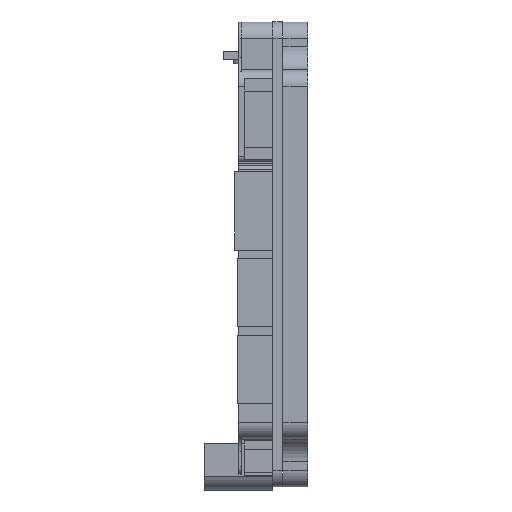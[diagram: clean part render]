
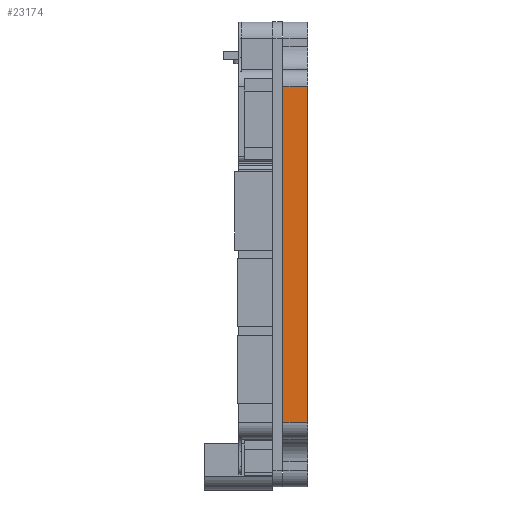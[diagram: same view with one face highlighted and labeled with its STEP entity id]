
A CAD part, left-side view. The second image highlights one B-rep face of the part: STEP entity #23174.
In plain terms, the highlighted planar face has unit normal (-1, 0, 0).
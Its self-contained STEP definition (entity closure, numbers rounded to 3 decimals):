
#467 = VECTOR ( 'NONE', #22367, 1000. ) ;
#2988 = ORIENTED_EDGE ( 'NONE', *, *, #35961, .T. ) ;
#3050 = AXIS2_PLACEMENT_3D ( 'NONE', #4358, #9005, #41289 ) ;
#3800 = CARTESIAN_POINT ( 'NONE',  ( -6.711, -15.429, 65.774 ) ) ;
#4358 = CARTESIAN_POINT ( 'NONE',  ( -6.711, -12.429, 65.774 ) ) ;
#7996 = EDGE_CURVE ( 'NONE', #34597, #38067, #12712, .T. ) ;
#9005 = DIRECTION ( 'NONE',  ( 1., 0., 0. ) ) ;
#9871 = CARTESIAN_POINT ( 'NONE',  ( -6.711, -15.429, 17.524 ) ) ;
#11148 = LINE ( 'NONE', #25919, #57293 ) ;
#12292 = VERTEX_POINT ( 'NONE', #48895 ) ;
#12712 = LINE ( 'NONE', #3800, #467 ) ;
#13682 = ORIENTED_EDGE ( 'NONE', *, *, #7996, .T. ) ;
#21825 = CARTESIAN_POINT ( 'NONE',  ( -6.711, -15.429, 58.024 ) ) ;
#22367 = DIRECTION ( 'NONE',  ( 0., 0., 1. ) ) ;
#22414 = DIRECTION ( 'NONE',  ( 0., -1., 0. ) ) ;
#23174 = ADVANCED_FACE ( 'NONE', ( #54585 ), #31988, .F. ) ;
#24847 = EDGE_LOOP ( 'NONE', ( #25562, #2988, #13682, #26157 ) ) ;
#24944 = VERTEX_POINT ( 'NONE', #48101 ) ;
#25562 = ORIENTED_EDGE ( 'NONE', *, *, #25759, .F. ) ;
#25759 = EDGE_CURVE ( 'NONE', #24944, #12292, #36592, .T. ) ;
#25919 = CARTESIAN_POINT ( 'NONE',  ( -6.711, -12.429, 58.024 ) ) ;
#26157 = ORIENTED_EDGE ( 'NONE', *, *, #45443, .T. ) ;
#30525 = DIRECTION ( 'NONE',  ( 0., 1., 0. ) ) ;
#31988 = PLANE ( 'NONE',  #3050 ) ;
#32600 = LINE ( 'NONE', #54616, #42033 ) ;
#34597 = VERTEX_POINT ( 'NONE', #9871 ) ;
#35961 = EDGE_CURVE ( 'NONE', #24944, #34597, #32600, .T. ) ;
#36592 = LINE ( 'NONE', #48139, #47434 ) ;
#38067 = VERTEX_POINT ( 'NONE', #21825 ) ;
#41289 = DIRECTION ( 'NONE',  ( 0., 0., -1. ) ) ;
#42033 = VECTOR ( 'NONE', #22414, 1000. ) ;
#45443 = EDGE_CURVE ( 'NONE', #38067, #12292, #11148, .T. ) ;
#47434 = VECTOR ( 'NONE', #48330, 1000. ) ;
#48101 = CARTESIAN_POINT ( 'NONE',  ( -6.711, -12.429, 17.524 ) ) ;
#48139 = CARTESIAN_POINT ( 'NONE',  ( -6.711, -12.429, 65.774 ) ) ;
#48330 = DIRECTION ( 'NONE',  ( 0., 0., 1. ) ) ;
#48895 = CARTESIAN_POINT ( 'NONE',  ( -6.711, -12.429, 58.024 ) ) ;
#54585 = FACE_OUTER_BOUND ( 'NONE', #24847, .T. ) ;
#54616 = CARTESIAN_POINT ( 'NONE',  ( -6.711, -15.429, 17.524 ) ) ;
#57293 = VECTOR ( 'NONE', #30525, 1000. ) ;
